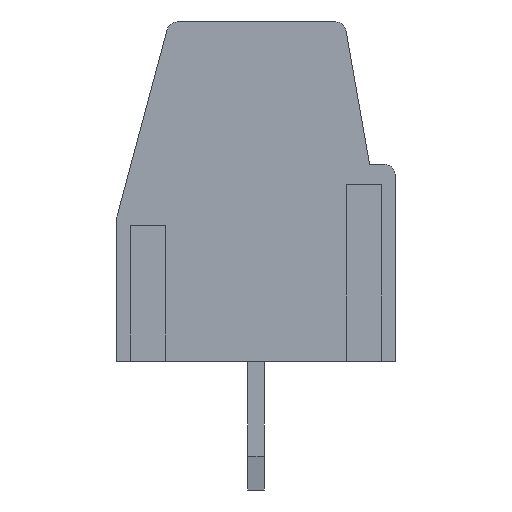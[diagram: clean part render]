
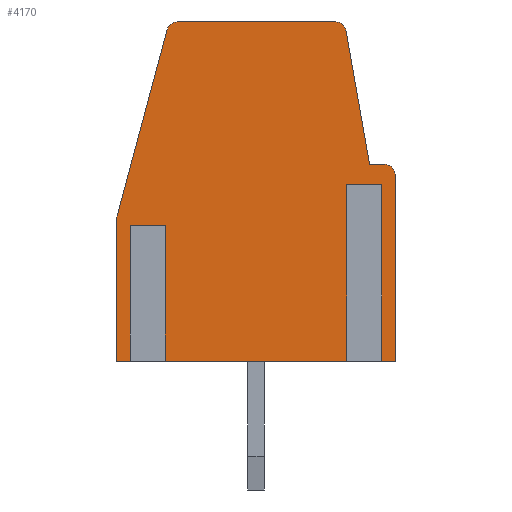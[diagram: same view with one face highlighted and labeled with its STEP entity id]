
A CAD part, left-side view. The second image highlights one B-rep face of the part: STEP entity #4170.
In plain terms, the highlighted planar face has unit normal (-1, 0, 0).
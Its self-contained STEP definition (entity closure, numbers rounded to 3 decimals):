
#2243 = EDGE_CURVE('',#2244,#2246,#2248,.T.);
#2244 = VERTEX_POINT('',#2245);
#2245 = CARTESIAN_POINT('',(-20.319,2.336,10.014));
#2246 = VERTEX_POINT('',#2247);
#2247 = CARTESIAN_POINT('',(-20.319,-2.351,10.014));
#2248 = LINE('',#2249,#2250);
#2249 = CARTESIAN_POINT('',(-20.319,-4.093,10.014));
#2250 = VECTOR('',#2251,1.);
#2251 = DIRECTION('',(0.,-1.,0.));
#4170 = ADVANCED_FACE('',(#4171),#4311,.F.);
#4171 = FACE_BOUND('',#4172,.T.);
#4172 = EDGE_LOOP('',(#4173,#4183,#4191,#4199,#4207,#4215,#4224,#4232,
    #4240,#4247,#4248,#4257,#4265,#4273,#4281,#4289,#4297,#4305));
#4173 = ORIENTED_EDGE('',*,*,#4174,.F.);
#4174 = EDGE_CURVE('',#4175,#4177,#4179,.T.);
#4175 = VERTEX_POINT('',#4176);
#4176 = CARTESIAN_POINT('',(-20.319,-2.881,5.214));
#4177 = VERTEX_POINT('',#4178);
#4178 = CARTESIAN_POINT('',(-20.319,-2.881,0.014));
#4179 = LINE('',#4180,#4181);
#4180 = CARTESIAN_POINT('',(-20.319,-2.881,5.814));
#4181 = VECTOR('',#4182,1.);
#4182 = DIRECTION('',(0.,0.,-1.));
#4183 = ORIENTED_EDGE('',*,*,#4184,.F.);
#4184 = EDGE_CURVE('',#4185,#4175,#4187,.T.);
#4185 = VERTEX_POINT('',#4186);
#4186 = CARTESIAN_POINT('',(-20.319,-3.481,5.214));
#4187 = LINE('',#4188,#4189);
#4188 = CARTESIAN_POINT('',(-20.319,-4.093,5.214));
#4189 = VECTOR('',#4190,1.);
#4190 = DIRECTION('',(0.,1.,0.));
#4191 = ORIENTED_EDGE('',*,*,#4192,.F.);
#4192 = EDGE_CURVE('',#4193,#4185,#4195,.T.);
#4193 = VERTEX_POINT('',#4194);
#4194 = CARTESIAN_POINT('',(-20.319,-3.481,0.014));
#4195 = LINE('',#4196,#4197);
#4196 = CARTESIAN_POINT('',(-20.319,-3.481,5.814));
#4197 = VECTOR('',#4198,1.);
#4198 = DIRECTION('',(0.,0.,1.));
#4199 = ORIENTED_EDGE('',*,*,#4200,.F.);
#4200 = EDGE_CURVE('',#4201,#4193,#4203,.T.);
#4201 = VERTEX_POINT('',#4202);
#4202 = CARTESIAN_POINT('',(-20.319,-4.093,0.014));
#4203 = LINE('',#4204,#4205);
#4204 = CARTESIAN_POINT('',(-20.319,-4.093,0.014));
#4205 = VECTOR('',#4206,1.);
#4206 = DIRECTION('',(0.,1.,0.));
#4207 = ORIENTED_EDGE('',*,*,#4208,.F.);
#4208 = EDGE_CURVE('',#4209,#4201,#4211,.T.);
#4209 = VERTEX_POINT('',#4210);
#4210 = CARTESIAN_POINT('',(-20.319,-4.093,5.514));
#4211 = LINE('',#4212,#4213);
#4212 = CARTESIAN_POINT('',(-20.319,-4.093,5.814));
#4213 = VECTOR('',#4214,1.);
#4214 = DIRECTION('',(0.,0.,-1.));
#4215 = ORIENTED_EDGE('',*,*,#4216,.F.);
#4216 = EDGE_CURVE('',#4217,#4209,#4219,.T.);
#4217 = VERTEX_POINT('',#4218);
#4218 = CARTESIAN_POINT('',(-20.319,-3.793,5.814));
#4219 = CIRCLE('',#4220,0.3);
#4220 = AXIS2_PLACEMENT_3D('',#4221,#4222,#4223);
#4221 = CARTESIAN_POINT('',(-20.319,-3.793,5.514));
#4222 = DIRECTION('',(1.,0.,0.));
#4223 = DIRECTION('',(0.,1.,0.));
#4224 = ORIENTED_EDGE('',*,*,#4225,.F.);
#4225 = EDGE_CURVE('',#4226,#4217,#4228,.T.);
#4226 = VERTEX_POINT('',#4227);
#4227 = CARTESIAN_POINT('',(-20.319,-3.343,5.814));
#4228 = LINE('',#4229,#4230);
#4229 = CARTESIAN_POINT('',(-20.319,-3.343,5.814));
#4230 = VECTOR('',#4231,1.);
#4231 = DIRECTION('',(0.,-1.,0.));
#4232 = ORIENTED_EDGE('',*,*,#4233,.F.);
#4233 = EDGE_CURVE('',#4234,#4226,#4236,.T.);
#4234 = VERTEX_POINT('',#4235);
#4235 = CARTESIAN_POINT('',(-20.319,-2.646,9.766));
#4236 = LINE('',#4237,#4238);
#4237 = CARTESIAN_POINT('',(-20.319,-2.646,9.766));
#4238 = VECTOR('',#4239,1.);
#4239 = DIRECTION('',(0.,-0.174,-0.985));
#4240 = ORIENTED_EDGE('',*,*,#4241,.F.);
#4241 = EDGE_CURVE('',#2246,#4234,#4242,.T.);
#4242 = CIRCLE('',#4243,0.3);
#4243 = AXIS2_PLACEMENT_3D('',#4244,#4245,#4246);
#4244 = CARTESIAN_POINT('',(-20.319,-2.351,9.714));
#4245 = DIRECTION('',(1.,0.,0.));
#4246 = DIRECTION('',(0.,1.,0.));
#4247 = ORIENTED_EDGE('',*,*,#2243,.F.);
#4248 = ORIENTED_EDGE('',*,*,#4249,.F.);
#4249 = EDGE_CURVE('',#4250,#2244,#4252,.T.);
#4250 = VERTEX_POINT('',#4251);
#4251 = CARTESIAN_POINT('',(-20.319,2.626,9.791));
#4252 = CIRCLE('',#4253,0.3);
#4253 = AXIS2_PLACEMENT_3D('',#4254,#4255,#4256);
#4254 = CARTESIAN_POINT('',(-20.319,2.336,9.714));
#4255 = DIRECTION('',(1.,0.,0.));
#4256 = DIRECTION('',(0.,1.,0.));
#4257 = ORIENTED_EDGE('',*,*,#4258,.F.);
#4258 = EDGE_CURVE('',#4259,#4250,#4261,.T.);
#4259 = VERTEX_POINT('',#4260);
#4260 = CARTESIAN_POINT('',(-20.319,4.107,4.264));
#4261 = LINE('',#4262,#4263);
#4262 = CARTESIAN_POINT('',(-20.319,4.107,4.264));
#4263 = VECTOR('',#4264,1.);
#4264 = DIRECTION('',(0.,-0.259,0.966));
#4265 = ORIENTED_EDGE('',*,*,#4266,.F.);
#4266 = EDGE_CURVE('',#4267,#4259,#4269,.T.);
#4267 = VERTEX_POINT('',#4268);
#4268 = CARTESIAN_POINT('',(-20.319,4.107,0.014));
#4269 = LINE('',#4270,#4271);
#4270 = CARTESIAN_POINT('',(-20.319,4.107,0.014));
#4271 = VECTOR('',#4272,1.);
#4272 = DIRECTION('',(0.,0.,1.));
#4273 = ORIENTED_EDGE('',*,*,#4274,.F.);
#4274 = EDGE_CURVE('',#4275,#4267,#4277,.T.);
#4275 = VERTEX_POINT('',#4276);
#4276 = CARTESIAN_POINT('',(-20.319,3.494,0.014));
#4277 = LINE('',#4278,#4279);
#4278 = CARTESIAN_POINT('',(-20.319,-4.093,0.014));
#4279 = VECTOR('',#4280,1.);
#4280 = DIRECTION('',(0.,1.,0.));
#4281 = ORIENTED_EDGE('',*,*,#4282,.F.);
#4282 = EDGE_CURVE('',#4283,#4275,#4285,.T.);
#4283 = VERTEX_POINT('',#4284);
#4284 = CARTESIAN_POINT('',(-20.319,3.494,4.014));
#4285 = LINE('',#4286,#4287);
#4286 = CARTESIAN_POINT('',(-20.319,3.494,5.814));
#4287 = VECTOR('',#4288,1.);
#4288 = DIRECTION('',(0.,0.,-1.));
#4289 = ORIENTED_EDGE('',*,*,#4290,.F.);
#4290 = EDGE_CURVE('',#4291,#4283,#4293,.T.);
#4291 = VERTEX_POINT('',#4292);
#4292 = CARTESIAN_POINT('',(-20.319,2.894,4.014));
#4293 = LINE('',#4294,#4295);
#4294 = CARTESIAN_POINT('',(-20.319,-4.093,4.014));
#4295 = VECTOR('',#4296,1.);
#4296 = DIRECTION('',(0.,1.,0.));
#4297 = ORIENTED_EDGE('',*,*,#4298,.F.);
#4298 = EDGE_CURVE('',#4299,#4291,#4301,.T.);
#4299 = VERTEX_POINT('',#4300);
#4300 = CARTESIAN_POINT('',(-20.319,2.894,0.014));
#4301 = LINE('',#4302,#4303);
#4302 = CARTESIAN_POINT('',(-20.319,2.894,5.814));
#4303 = VECTOR('',#4304,1.);
#4304 = DIRECTION('',(0.,0.,1.));
#4305 = ORIENTED_EDGE('',*,*,#4306,.F.);
#4306 = EDGE_CURVE('',#4177,#4299,#4307,.T.);
#4307 = LINE('',#4308,#4309);
#4308 = CARTESIAN_POINT('',(-20.319,-4.093,0.014));
#4309 = VECTOR('',#4310,1.);
#4310 = DIRECTION('',(0.,1.,0.));
#4311 = PLANE('',#4312);
#4312 = AXIS2_PLACEMENT_3D('',#4313,#4314,#4315);
#4313 = CARTESIAN_POINT('',(-20.319,-4.093,5.814));
#4314 = DIRECTION('',(1.,0.,0.));
#4315 = DIRECTION('',(0.,1.,0.));
